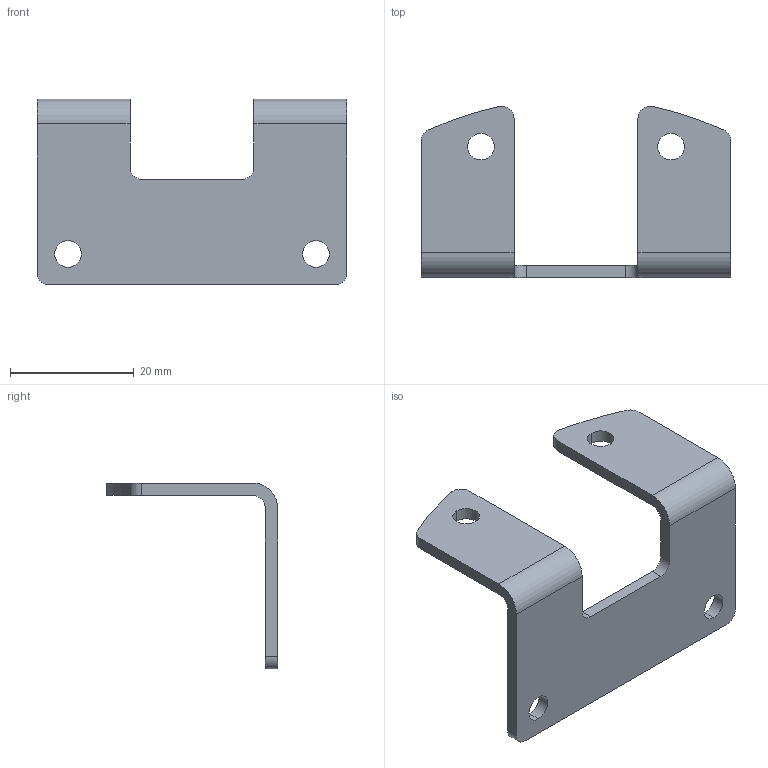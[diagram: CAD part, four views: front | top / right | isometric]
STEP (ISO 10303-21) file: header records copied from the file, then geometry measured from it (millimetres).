
FILE_DESCRIPTION((''),'2;1');
FILE_NAME('CAD-8183','2022-04-29T10:13:19',('creinig-se'),(''),'CREO PARAMETRIC BY PTC INC, 2019292','CREO PARAMETRIC BY PTC INC, 2019292','');
FILE_SCHEMA(('CONFIG_CONTROL_DESIGN','SHAPE_APPEARANCE_LAYERS_GROUPS'));
Length unit declared in the file: millimetre
Products named in the file (1): CAD-8183
Bounding box: 50 x 27.6 x 30 mm (x, y, z)
Volume: 3720.6 mm3; surface area: 4369.3 mm2
Topology: 1 solids, 1 shells, 34 faces, 100 edges, 68 vertices
Faces by surface type: cylinder 22, plane 12
Entity records: 1563 total; most frequent: DIRECTION 216, CARTESIAN_POINT 202, ORIENTED_EDGE 200, PRESENTATION_STYLE_ASSIGNMENT 101, STYLED_ITEM 101, CURVE_STYLE 100, EDGE_CURVE 100, AXIS2_PLACEMENT_3D 82
